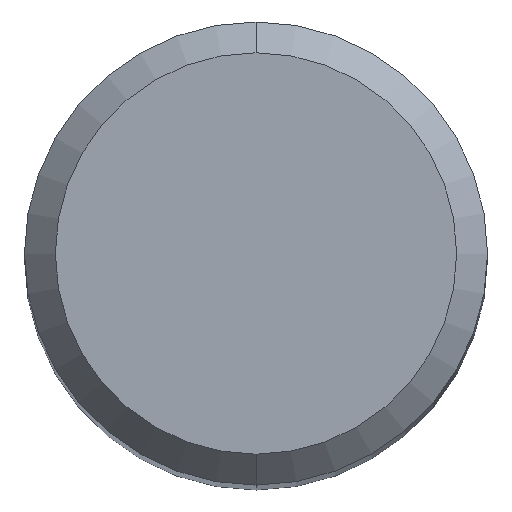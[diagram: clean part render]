
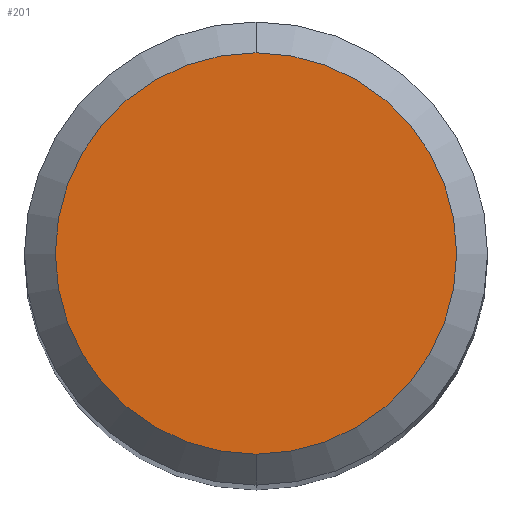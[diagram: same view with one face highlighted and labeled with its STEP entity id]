
A CAD part, top view. The second image highlights one B-rep face of the part: STEP entity #201.
In plain terms, the highlighted planar face has unit normal (0, 0, 1).
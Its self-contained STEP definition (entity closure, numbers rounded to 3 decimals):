
#131=VERTEX_POINT('',#288);
#137=VERTEX_POINT('',#294);
#181=EDGE_CURVE('',#137,#131,#342,.T.);
#187=EDGE_CURVE('',#131,#137,#349,.T.);
#201=ADVANCED_FACE('',(#364),#365,.T.);
#288=CARTESIAN_POINT('',(0.0,2.6,0.0));
#294=CARTESIAN_POINT('',(0.,-2.6,0.0));
#342=CIRCLE('',#523,2.6);
#349=CIRCLE('',#533,2.6);
#364=FACE_OUTER_BOUND('',#553,.T.);
#365=PLANE('',#554);
#523=AXIS2_PLACEMENT_3D('',#711,#712,#713);
#533=AXIS2_PLACEMENT_3D('',#722,#723,#724);
#553=EDGE_LOOP('',(#739,#740));
#554=AXIS2_PLACEMENT_3D('',#741,#742,#743);
#711=CARTESIAN_POINT('',(0.0,0.0,0.0));
#712=DIRECTION('',(0.0,0.0,-1.0));
#713=DIRECTION('',(0.0,1.0,0.0));
#722=CARTESIAN_POINT('',(0.0,0.0,0.0));
#723=DIRECTION('',(0.0,0.0,-1.0));
#724=DIRECTION('',(0.0,1.0,0.0));
#739=ORIENTED_EDGE('',*,*,#187,.F.);
#740=ORIENTED_EDGE('',*,*,#181,.F.);
#741=CARTESIAN_POINT('',(0.0,1.3,0.0));
#742=DIRECTION('',(-0.0,0.0,1.0));
#743=DIRECTION('',(0.0,-1.0,0.0));
